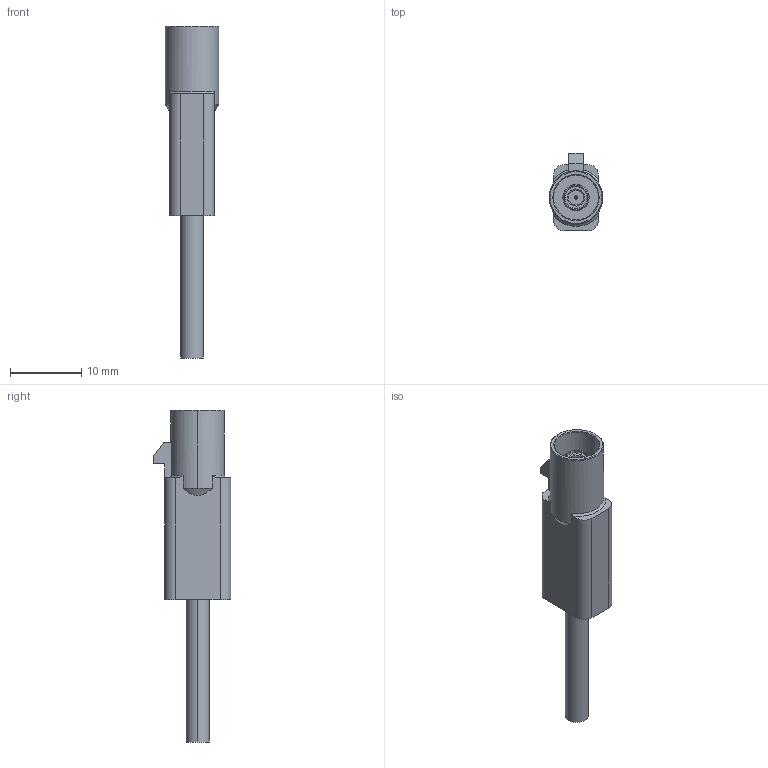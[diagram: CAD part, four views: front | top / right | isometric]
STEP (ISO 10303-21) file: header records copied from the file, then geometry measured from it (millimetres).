
FILE_DESCRIPTION (( 'STEP AP214' ), '1' );
FILE_NAME ('HPC1142 3D.STEP', '2024-01-25T01:23:43', ( '' ), ( '' ), 'SwSTEP 2.0', 'SolidWorks 2022', '' );
FILE_SCHEMA (( 'AUTOMOTIVE_DESIGN' ));
Length unit declared in the file: millimetre
Products named in the file (1): HPC1142 3D
Bounding box: 7.5 x 10.9 x 46.6 mm (x, y, z)
Volume: 1386 mm3; surface area: 1283.8 mm2
Topology: 1 solids, 1 shells, 141 faces, 354 edges, 232 vertices
Faces by surface type: plane 80, cylinder 43, cone 17, bspline 1
Entity records: 4287 total; most frequent: CARTESIAN_POINT 785, DIRECTION 733, ORIENTED_EDGE 708, EDGE_CURVE 354, AXIS2_PLACEMENT_3D 248, VECTOR 237, LINE 237, VERTEX_POINT 232
